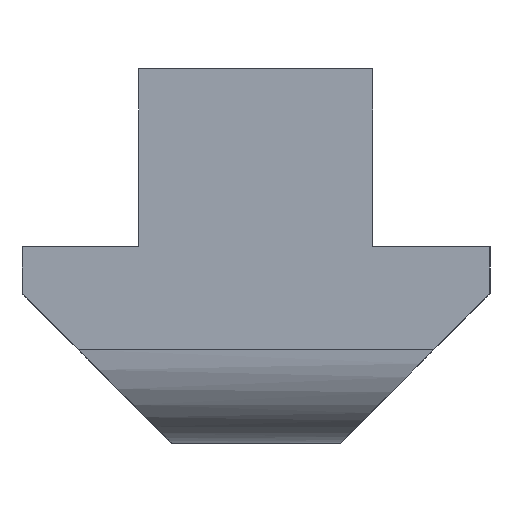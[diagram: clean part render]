
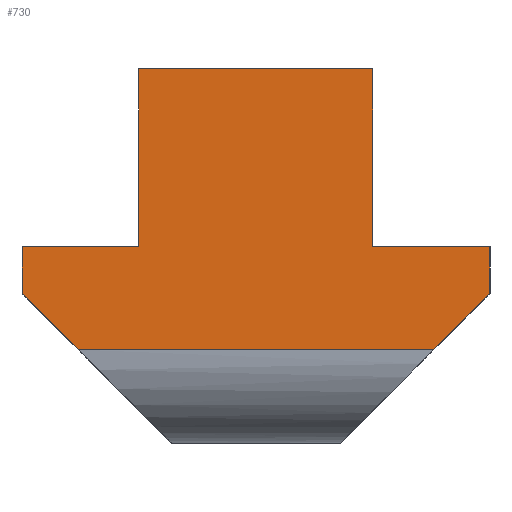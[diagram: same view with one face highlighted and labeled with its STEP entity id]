
A CAD part, left-side view. The second image highlights one B-rep face of the part: STEP entity #730.
In plain terms, the highlighted planar face has unit normal (-1, 0, 0).
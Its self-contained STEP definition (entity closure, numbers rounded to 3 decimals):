
#36=PLANE('',#802);
#69=FACE_OUTER_BOUND('',#108,.T.);
#108=EDGE_LOOP('',(#536,#537,#538,#539,#540,#541,#542,#543,#544,#545));
#149=LINE('',#1085,#234);
#160=LINE('',#1119,#245);
#161=LINE('',#1123,#246);
#162=LINE('',#1125,#247);
#163=LINE('',#1127,#248);
#164=LINE('',#1129,#249);
#165=LINE('',#1131,#250);
#166=LINE('',#1133,#251);
#167=LINE('',#1135,#252);
#168=LINE('',#1136,#253);
#234=VECTOR('',#871,10.);
#245=VECTOR('',#900,10.);
#246=VECTOR('',#905,10.);
#247=VECTOR('',#906,10.);
#248=VECTOR('',#907,10.);
#249=VECTOR('',#908,10.);
#250=VECTOR('',#909,10.);
#251=VECTOR('',#910,10.);
#252=VECTOR('',#911,10.);
#253=VECTOR('',#912,10.);
#324=VERTEX_POINT('',#1067);
#332=VERTEX_POINT('',#1083);
#346=VERTEX_POINT('',#1118);
#347=VERTEX_POINT('',#1122);
#348=VERTEX_POINT('',#1124);
#349=VERTEX_POINT('',#1126);
#350=VERTEX_POINT('',#1128);
#351=VERTEX_POINT('',#1130);
#352=VERTEX_POINT('',#1132);
#353=VERTEX_POINT('',#1134);
#404=EDGE_CURVE('',#324,#332,#149,.T.);
#420=EDGE_CURVE('',#324,#346,#160,.T.);
#422=EDGE_CURVE('',#347,#332,#161,.T.);
#423=EDGE_CURVE('',#347,#348,#162,.T.);
#424=EDGE_CURVE('',#348,#349,#163,.T.);
#425=EDGE_CURVE('',#350,#349,#164,.T.);
#426=EDGE_CURVE('',#351,#350,#165,.T.);
#427=EDGE_CURVE('',#351,#352,#166,.T.);
#428=EDGE_CURVE('',#353,#352,#167,.T.);
#429=EDGE_CURVE('',#353,#346,#168,.T.);
#536=ORIENTED_EDGE('',*,*,#404,.T.);
#537=ORIENTED_EDGE('',*,*,#422,.F.);
#538=ORIENTED_EDGE('',*,*,#423,.T.);
#539=ORIENTED_EDGE('',*,*,#424,.T.);
#540=ORIENTED_EDGE('',*,*,#425,.F.);
#541=ORIENTED_EDGE('',*,*,#426,.F.);
#542=ORIENTED_EDGE('',*,*,#427,.T.);
#543=ORIENTED_EDGE('',*,*,#428,.F.);
#544=ORIENTED_EDGE('',*,*,#429,.T.);
#545=ORIENTED_EDGE('',*,*,#420,.F.);
#730=ADVANCED_FACE('',(#69),#36,.T.);
#802=AXIS2_PLACEMENT_3D('',#1121,#903,#904);
#871=DIRECTION('',(0.,-0.707,0.707));
#900=DIRECTION('',(0.,1.,0.));
#903=DIRECTION('center_axis',(-1.,0.,0.));
#904=DIRECTION('ref_axis',(0.,0.,1.));
#905=DIRECTION('',(0.,0.,-1.));
#906=DIRECTION('',(0.,1.,0.));
#907=DIRECTION('',(0.,0.,1.));
#908=DIRECTION('',(0.,-1.,0.));
#909=DIRECTION('',(0.,0.,1.));
#910=DIRECTION('',(0.,1.,0.));
#911=DIRECTION('',(0.,0.,1.));
#912=DIRECTION('',(0.,-0.707,-0.707));
#1067=CARTESIAN_POINT('',(-10.,-3.8,-1.7));
#1083=CARTESIAN_POINT('',(-10.,-5.,-0.5));
#1085=CARTESIAN_POINT('',(-10.,-2.95,-2.55));
#1118=CARTESIAN_POINT('',(-10.,3.8,-1.7));
#1119=CARTESIAN_POINT('',(-10.,0.,-1.7));
#1121=CARTESIAN_POINT('Origin',(-10.,0.,-3.7));
#1122=CARTESIAN_POINT('',(-10.,-5.,0.5));
#1123=CARTESIAN_POINT('',(-10.,-5.,-3.7));
#1124=CARTESIAN_POINT('',(-10.,-2.5,0.5));
#1125=CARTESIAN_POINT('',(-10.,0.,0.5));
#1126=CARTESIAN_POINT('',(-10.,-2.5,4.3));
#1127=CARTESIAN_POINT('',(-10.,-2.5,0.5));
#1128=CARTESIAN_POINT('',(-10.,2.5,4.3));
#1129=CARTESIAN_POINT('',(-10.,2.5,4.3));
#1130=CARTESIAN_POINT('',(-10.,2.5,0.5));
#1131=CARTESIAN_POINT('',(-10.,2.5,0.5));
#1132=CARTESIAN_POINT('',(-10.,5.,0.5));
#1133=CARTESIAN_POINT('',(-10.,0.,0.5));
#1134=CARTESIAN_POINT('',(-10.,5.,-0.5));
#1135=CARTESIAN_POINT('',(-10.,5.,-3.7));
#1136=CARTESIAN_POINT('',(-10.,2.95,-2.55));
